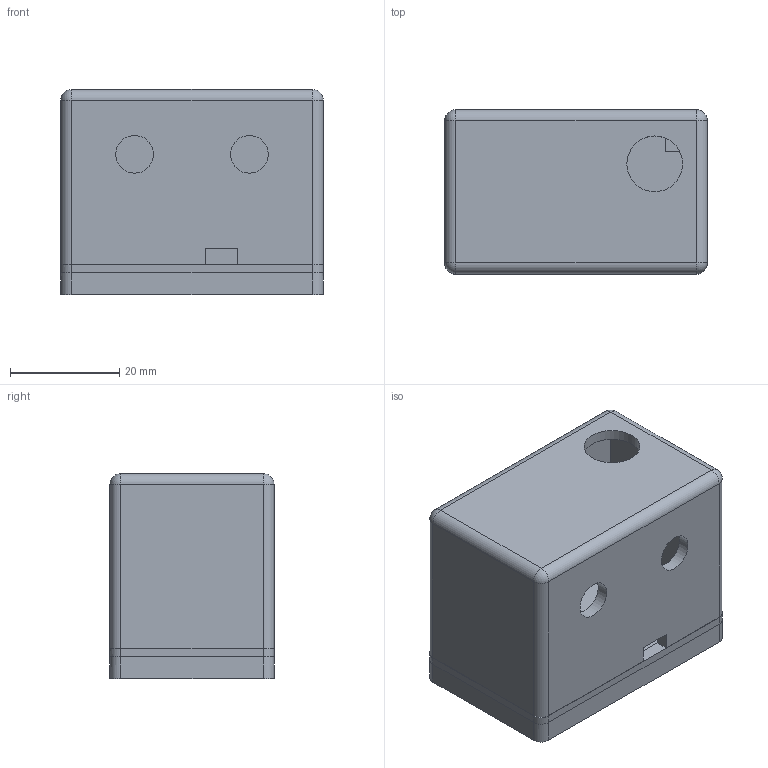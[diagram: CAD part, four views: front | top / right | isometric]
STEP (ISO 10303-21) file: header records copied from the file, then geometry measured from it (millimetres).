
FILE_DESCRIPTION(('HOOPS Exchange Step'),'2;1');
FILE_NAME('temp_export','2025-06-30T10:00:36+10:00',('ben_wang'),('Shapr3D Limited'),'HOOPS Exchange 2024.8','Shapr3D','Authorized');
FILE_SCHEMA( ('AP242_MANAGED_MODEL_BASED_3D_ENGINEERING_MIM_LF {1 0 10303 442 1 1 4}') );
Length unit declared in the file: millimetre
Products named in the file (2): volt; root
Assembly tree (1 placements, depth 2):
  root
    volt
Bounding box: 48.08 x 30.08 x 37.51 mm (x, y, z)
Volume: 18270.2 mm3; surface area: 16412.9 mm2
Topology: 6 solids, 6 shells, 101 faces, 271 edges, 180 vertices
Faces by surface type: plane 70, cylinder 27, sphere 4
Full cylindrical faces by diameter (mm): 2.2 x8, 6.9 x2, 10.2 x1
Entity records: 3255 total; most frequent: DIRECTION 553, CARTESIAN_POINT 552, ORIENTED_EDGE 534, EDGE_CURVE 267, VECTOR 191, LINE 191, AXIS2_PLACEMENT_3D 181, VERTEX_POINT 180
